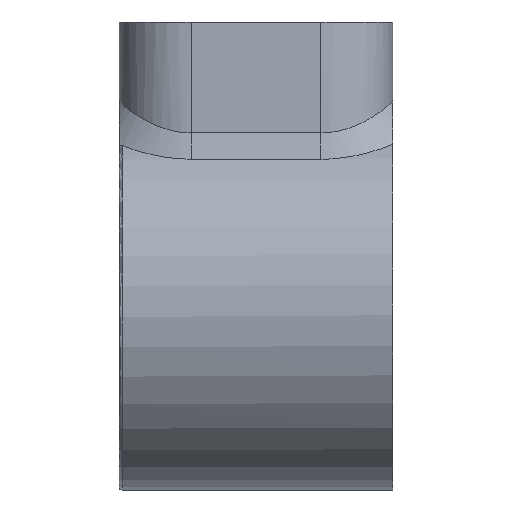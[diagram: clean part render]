
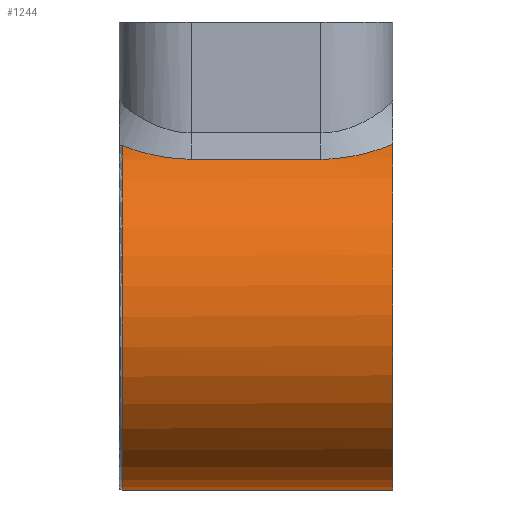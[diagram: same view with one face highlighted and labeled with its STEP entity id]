
A CAD part, front view. The second image highlights one B-rep face of the part: STEP entity #1244.
In plain terms, the highlighted cylindrical face has radius 31.75 mm (diameter 63.5 mm), a partial arc.
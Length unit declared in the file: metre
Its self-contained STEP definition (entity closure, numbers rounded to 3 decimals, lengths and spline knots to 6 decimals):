
#23=CYLINDRICAL_SURFACE('',#1353,0.03175);
#69=FACE_OUTER_BOUND('',#146,.T.);
#146=EDGE_LOOP('',(#915,#916,#917,#918,#919,#920,#921,#922));
#220=B_SPLINE_CURVE_WITH_KNOTS('',3,(#1977,#1978,#1979,#1980,#1981,#1982,
#1983,#1984,#1985,#1986,#1987,#1988),.UNSPECIFIED.,.F.,.F.,(4,2,2,2,2,4),
(0.,0.262665,0.522314,0.692372,0.858112,
1.338341),.UNSPECIFIED.);
#221=B_SPLINE_CURVE_WITH_KNOTS('',3,(#1992,#1993,#1994,#1995,#1996,#1997,
#1998,#1999,#2000,#2001,#2002,#2003),.UNSPECIFIED.,.F.,.F.,(4,2,2,2,2,4),
(0.,0.495096,0.665968,0.84129,1.108978,
1.379775),.UNSPECIFIED.);
#222=B_SPLINE_CURVE_WITH_KNOTS('',3,(#2007,#2008,#2009,#2010,#2011,#2012,
#2013,#2014,#2015,#2016,#2017,#2018,#2019,#2020,#2021,#2022),
 .UNSPECIFIED.,.F.,.F.,(4,3,3,3,3,4),(-1.,-0.758977,-0.517953,
-0.27693,-0.035907,-0.000001),
 .UNSPECIFIED.);
#223=B_SPLINE_CURVE_WITH_KNOTS('',3,(#2026,#2027,#2028,#2029,#2030,#2031,
#2032,#2033,#2034,#2035,#2036,#2037,#2038,#2039,#2040,#2041),
 .UNSPECIFIED.,.F.,.F.,(4,3,3,3,3,4),(-0.999996,-0.96409,
-0.723068,-0.482045,-0.241023,0.),
 .UNSPECIFIED.);
#272=CIRCLE('',#1354,0.03175);
#273=CIRCLE('',#1355,0.03175);
#353=LINE('',#2005,#460);
#354=LINE('',#2042,#461);
#460=VECTOR('',#1561,0.02286);
#461=VECTOR('',#1564,0.02286);
#581=VERTEX_POINT('',#1975);
#582=VERTEX_POINT('',#1976);
#583=VERTEX_POINT('',#1989);
#584=VERTEX_POINT('',#1991);
#585=VERTEX_POINT('',#2004);
#586=VERTEX_POINT('',#2006);
#587=VERTEX_POINT('',#2023);
#588=VERTEX_POINT('',#2025);
#714=EDGE_CURVE('',#581,#582,#220,.T.);
#715=EDGE_CURVE('',#582,#583,#272,.T.);
#716=EDGE_CURVE('',#583,#584,#221,.T.);
#717=EDGE_CURVE('',#584,#585,#353,.F.);
#718=EDGE_CURVE('',#585,#586,#222,.T.);
#719=EDGE_CURVE('',#586,#587,#273,.T.);
#720=EDGE_CURVE('',#587,#588,#223,.T.);
#721=EDGE_CURVE('',#588,#581,#354,.T.);
#915=ORIENTED_EDGE('',*,*,#714,.T.);
#916=ORIENTED_EDGE('',*,*,#715,.T.);
#917=ORIENTED_EDGE('',*,*,#716,.T.);
#918=ORIENTED_EDGE('',*,*,#717,.T.);
#919=ORIENTED_EDGE('',*,*,#718,.T.);
#920=ORIENTED_EDGE('',*,*,#719,.T.);
#921=ORIENTED_EDGE('',*,*,#720,.T.);
#922=ORIENTED_EDGE('',*,*,#721,.T.);
#1244=ADVANCED_FACE('',(#69),#23,.T.);
#1353=AXIS2_PLACEMENT_3D('',#1974,#1557,#1558);
#1354=AXIS2_PLACEMENT_3D('',#1990,#1559,#1560);
#1355=AXIS2_PLACEMENT_3D('',#2024,#1562,#1563);
#1557=DIRECTION('center_axis',(-1.,0.,0.));
#1558=DIRECTION('ref_axis',(0.,0.,-1.));
#1559=DIRECTION('center_axis',(1.,0.,0.));
#1560=DIRECTION('ref_axis',(0.,0.,-1.));
#1561=DIRECTION('',(-1.,0.,0.));
#1562=DIRECTION('center_axis',(-1.,0.,0.));
#1563=DIRECTION('ref_axis',(0.,0.,1.));
#1564=DIRECTION('',(-1.,0.,0.));
#1974=CARTESIAN_POINT('Origin',(0.03556,0.,0.21082));
#1975=CARTESIAN_POINT('',(0.,-0.017334,0.237421));
#1976=CARTESIAN_POINT('',(-0.012192,-0.012874,0.239843));
#1977=CARTESIAN_POINT('Ctrl Pts',(0.,-0.017334,
0.237421));
#1978=CARTESIAN_POINT('Ctrl Pts',(-0.000876,-0.017333,
0.237421));
#1979=CARTESIAN_POINT('Ctrl Pts',(-0.001744,-0.017276,
0.237459));
#1980=CARTESIAN_POINT('Ctrl Pts',(-0.003463,-0.017046,
0.237607));
#1981=CARTESIAN_POINT('Ctrl Pts',(-0.004301,-0.016877,
0.237714));
#1982=CARTESIAN_POINT('Ctrl Pts',(-0.005674,-0.016502,
0.237945));
#1983=CARTESIAN_POINT('Ctrl Pts',(-0.006211,-0.01633,
0.23805));
#1984=CARTESIAN_POINT('Ctrl Pts',(-0.007245,-0.015945,
0.238277));
#1985=CARTESIAN_POINT('Ctrl Pts',(-0.007751,-0.01573,
0.238401));
#1986=CARTESIAN_POINT('Ctrl Pts',(-0.009683,-0.014804,
0.238918));
#1987=CARTESIAN_POINT('Ctrl Pts',(-0.011014,-0.01393,
0.239374));
#1988=CARTESIAN_POINT('Ctrl Pts',(-0.012192,-0.012874,
0.239843));
#1989=CARTESIAN_POINT('',(-0.012192,0.012874,0.239843));
#1990=CARTESIAN_POINT('Origin',(-0.012192,0.,0.21082));
#1991=CARTESIAN_POINT('',(0.,0.017334,0.237421));
#1992=CARTESIAN_POINT('Ctrl Pts',(-0.012192,0.012874,
0.239843));
#1993=CARTESIAN_POINT('Ctrl Pts',(-0.011014,0.01393,
0.239374));
#1994=CARTESIAN_POINT('Ctrl Pts',(-0.009683,0.014804,
0.238918));
#1995=CARTESIAN_POINT('Ctrl Pts',(-0.007751,0.01573,
0.238401));
#1996=CARTESIAN_POINT('Ctrl Pts',(-0.007245,0.015945,
0.238277));
#1997=CARTESIAN_POINT('Ctrl Pts',(-0.006211,0.01633,
0.23805));
#1998=CARTESIAN_POINT('Ctrl Pts',(-0.005674,0.016502,
0.237945));
#1999=CARTESIAN_POINT('Ctrl Pts',(-0.004301,0.016877,
0.237714));
#2000=CARTESIAN_POINT('Ctrl Pts',(-0.003463,0.017046,
0.237607));
#2001=CARTESIAN_POINT('Ctrl Pts',(-0.001744,0.017276,
0.237459));
#2002=CARTESIAN_POINT('Ctrl Pts',(-0.000876,0.017333,
0.237421));
#2003=CARTESIAN_POINT('Ctrl Pts',(0.,0.017334,
0.237421));
#2004=CARTESIAN_POINT('',(0.02286,0.017334,0.237421));
#2005=CARTESIAN_POINT('',(0.02286,0.017334,0.237421));
#2006=CARTESIAN_POINT('',(0.03556,0.012397,0.24005));
#2007=CARTESIAN_POINT('Ctrl Pts',(0.02286,0.017334,0.237421));
#2008=CARTESIAN_POINT('Ctrl Pts',(0.024061,0.017333,
0.237421));
#2009=CARTESIAN_POINT('Ctrl Pts',(0.025235,0.017225,
0.237493));
#2010=CARTESIAN_POINT('Ctrl Pts',(0.026382,0.017016,
0.237625));
#2011=CARTESIAN_POINT('Ctrl Pts',(0.027529,0.016807,
0.237758));
#2012=CARTESIAN_POINT('Ctrl Pts',(0.028662,0.01649,
0.237956));
#2013=CARTESIAN_POINT('Ctrl Pts',(0.029712,0.016091,
0.238191));
#2014=CARTESIAN_POINT('Ctrl Pts',(0.030762,0.015691,
0.238426));
#2015=CARTESIAN_POINT('Ctrl Pts',(0.031759,0.015202,
0.238701));
#2016=CARTESIAN_POINT('Ctrl Pts',(0.032688,0.014632,
0.238997));
#2017=CARTESIAN_POINT('Ctrl Pts',(0.033617,0.014062,
0.239293));
#2018=CARTESIAN_POINT('Ctrl Pts',(0.034458,0.013424,0.239603));
#2019=CARTESIAN_POINT('Ctrl Pts',(0.035223,0.012718,
0.239912));
#2020=CARTESIAN_POINT('Ctrl Pts',(0.035337,0.012613,
0.239958));
#2021=CARTESIAN_POINT('Ctrl Pts',(0.035449,0.012506,
0.240004));
#2022=CARTESIAN_POINT('Ctrl Pts',(0.03556,0.012397,
0.24005));
#2023=CARTESIAN_POINT('',(0.03556,-0.012397,0.24005));
#2024=CARTESIAN_POINT('Origin',(0.03556,0.,0.21082));
#2025=CARTESIAN_POINT('',(0.02286,-0.017334,0.237421));
#2026=CARTESIAN_POINT('Ctrl Pts',(0.03556,-0.012397,
0.24005));
#2027=CARTESIAN_POINT('Ctrl Pts',(0.035449,-0.012506,
0.240004));
#2028=CARTESIAN_POINT('Ctrl Pts',(0.035337,-0.012613,
0.239958));
#2029=CARTESIAN_POINT('Ctrl Pts',(0.035223,-0.012718,
0.239912));
#2030=CARTESIAN_POINT('Ctrl Pts',(0.034458,-0.013424,
0.239603));
#2031=CARTESIAN_POINT('Ctrl Pts',(0.033617,-0.014062,
0.239293));
#2032=CARTESIAN_POINT('Ctrl Pts',(0.032688,-0.014632,
0.238997));
#2033=CARTESIAN_POINT('Ctrl Pts',(0.031759,-0.015202,
0.238701));
#2034=CARTESIAN_POINT('Ctrl Pts',(0.030762,-0.015691,
0.238426));
#2035=CARTESIAN_POINT('Ctrl Pts',(0.029712,-0.016091,
0.238191));
#2036=CARTESIAN_POINT('Ctrl Pts',(0.028662,-0.01649,
0.237956));
#2037=CARTESIAN_POINT('Ctrl Pts',(0.027529,-0.016807,
0.237758));
#2038=CARTESIAN_POINT('Ctrl Pts',(0.026382,-0.017016,
0.237625));
#2039=CARTESIAN_POINT('Ctrl Pts',(0.025235,-0.017225,
0.237493));
#2040=CARTESIAN_POINT('Ctrl Pts',(0.024061,-0.017333,
0.237421));
#2041=CARTESIAN_POINT('Ctrl Pts',(0.02286,-0.017334,0.237421));
#2042=CARTESIAN_POINT('',(0.02286,-0.017334,0.237421));
